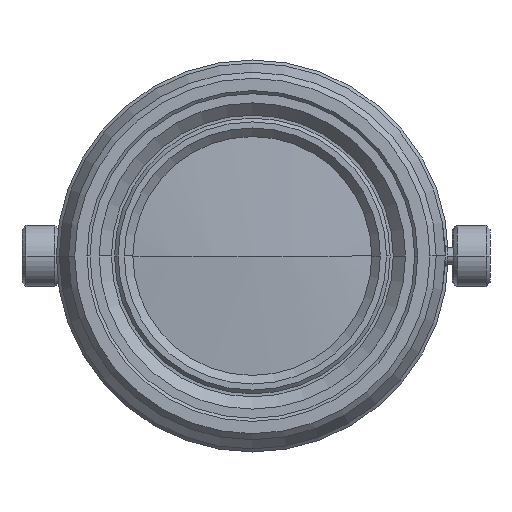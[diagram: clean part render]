
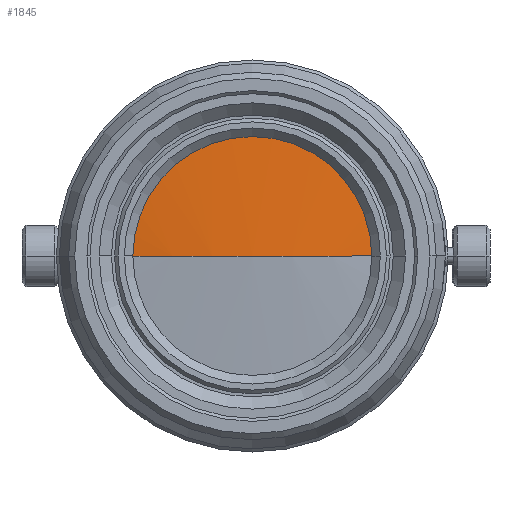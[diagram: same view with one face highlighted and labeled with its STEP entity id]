
A CAD part, left-side view. The second image highlights one B-rep face of the part: STEP entity #1845.
In plain terms, the highlighted spherical face has radius 81.02 mm.
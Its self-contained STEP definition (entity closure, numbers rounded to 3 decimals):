
#201 = CARTESIAN_POINT ( 'NONE',  ( -124.297, 9.75, 0. ) ) ;
#380 = CARTESIAN_POINT ( 'NONE',  ( -43.866, 0., 0. ) ) ;
#389 = DIRECTION ( 'NONE',  ( 0., -1., 0. ) ) ;
#566 = AXIS2_PLACEMENT_3D ( 'NONE', #1528, #4386, #2251 ) ;
#620 = CIRCLE ( 'NONE', #986, 81.02 ) ;
#712 = DIRECTION ( 'NONE',  ( -1., 0., 0. ) ) ;
#826 = EDGE_CURVE ( 'NONE', #3857, #3567, #620, .T. ) ;
#916 = DIRECTION ( 'NONE',  ( 0., 1., 0. ) ) ;
#986 = AXIS2_PLACEMENT_3D ( 'NONE', #380, #1332, #712 ) ;
#1167 = SPHERICAL_SURFACE ( 'NONE', #566, 81.02 ) ;
#1197 = CARTESIAN_POINT ( 'NONE',  ( -124.297, -9.75, 0. ) ) ;
#1332 = DIRECTION ( 'NONE',  ( 0., 0., -1. ) ) ;
#1360 = EDGE_LOOP ( 'NONE', ( #2308, #4201, #1427 ) ) ;
#1427 = ORIENTED_EDGE ( 'NONE', *, *, #4164, .F. ) ;
#1528 = CARTESIAN_POINT ( 'NONE',  ( -43.866, 0., 0. ) ) ;
#1686 = CIRCLE ( 'NONE', #4462, 9.75 ) ;
#1845 = ADVANCED_FACE ( 'NONE', ( #3862 ), #1167, .T. ) ;
#1893 = DIRECTION ( 'NONE',  ( 1., 0., 0. ) ) ;
#2100 = AXIS2_PLACEMENT_3D ( 'NONE', #3531, #4218, #389 ) ;
#2251 = DIRECTION ( 'NONE',  ( 0., 1., 0. ) ) ;
#2258 = EDGE_CURVE ( 'NONE', #3857, #2763, #4298, .T. ) ;
#2299 = CARTESIAN_POINT ( 'NONE',  ( -124.297, 0., 0. ) ) ;
#2308 = ORIENTED_EDGE ( 'NONE', *, *, #826, .F. ) ;
#2763 = VERTEX_POINT ( 'NONE', #1197 ) ;
#3531 = CARTESIAN_POINT ( 'NONE',  ( -43.866, 0., 0. ) ) ;
#3554 = CARTESIAN_POINT ( 'NONE',  ( -124.886, 0., 0. ) ) ;
#3567 = VERTEX_POINT ( 'NONE', #201 ) ;
#3857 = VERTEX_POINT ( 'NONE', #3554 ) ;
#3862 = FACE_OUTER_BOUND ( 'NONE', #1360, .T. ) ;
#4164 = EDGE_CURVE ( 'NONE', #3567, #2763, #1686, .T. ) ;
#4201 = ORIENTED_EDGE ( 'NONE', *, *, #2258, .T. ) ;
#4218 = DIRECTION ( 'NONE',  ( 0., 0., 1. ) ) ;
#4298 = CIRCLE ( 'NONE', #2100, 81.02 ) ;
#4386 = DIRECTION ( 'NONE',  ( 0., 0., 1. ) ) ;
#4462 = AXIS2_PLACEMENT_3D ( 'NONE', #2299, #1893, #916 ) ;
